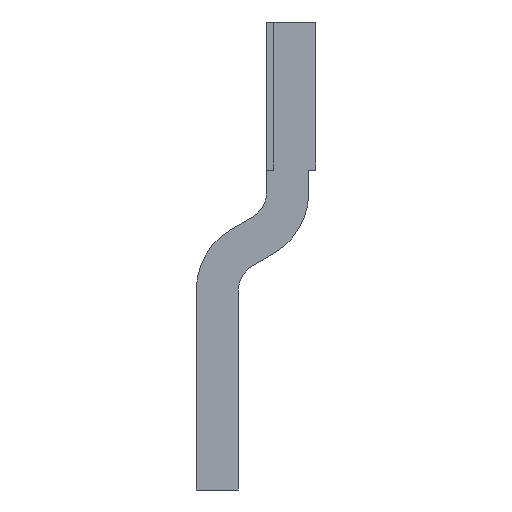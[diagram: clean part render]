
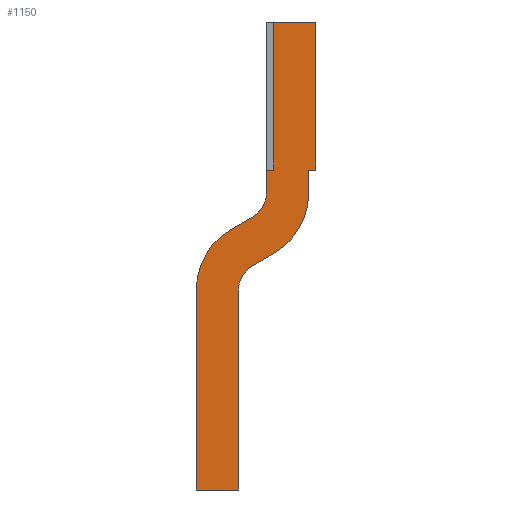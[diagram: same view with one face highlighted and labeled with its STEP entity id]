
A CAD part, left-side view. The second image highlights one B-rep face of the part: STEP entity #1150.
In plain terms, the highlighted planar face has unit normal (-1, 0, 0).
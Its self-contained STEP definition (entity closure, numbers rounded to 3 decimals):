
#1027=AXIS2_PLACEMENT_3D('Plane Axis2P3D',#1024,#1025,#1026) ;
#1038=AXIS2_PLACEMENT_3D('Circle Axis2P3D',#1036,#1037,$) ;
#1052=AXIS2_PLACEMENT_3D('Circle Axis2P3D',#1050,#1051,$) ;
#1108=AXIS2_PLACEMENT_3D('Circle Axis2P3D',#1106,#1107,$) ;
#1122=AXIS2_PLACEMENT_3D('Circle Axis2P3D',#1120,#1121,$) ;
#1002=CARTESIAN_POINT('Vertex',(-61.5,30.,-143.3)) ;
#1005=CARTESIAN_POINT('Line Origine',(-61.5,33.,-143.3)) ;
#1009=CARTESIAN_POINT('Vertex',(-61.5,36.,-143.3)) ;
#1024=CARTESIAN_POINT('Axis2P3D Location',(-61.5,0.,0.)) ;
#1029=CARTESIAN_POINT('Line Origine',(-61.5,30.,-129.091)) ;
#1033=CARTESIAN_POINT('Vertex',(-61.5,30.,-114.883)) ;
#1036=CARTESIAN_POINT('Axis2P3D Location',(-61.5,26.,-114.883)) ;
#1040=CARTESIAN_POINT('Vertex',(-61.5,28.,-111.419)) ;
#1043=CARTESIAN_POINT('Line Origine',(-61.5,26.5,-110.553)) ;
#1047=CARTESIAN_POINT('Vertex',(-61.5,25.,-109.687)) ;
#1050=CARTESIAN_POINT('Axis2P3D Location',(-61.5,30.,-101.026)) ;
#1054=CARTESIAN_POINT('Vertex',(-61.5,20.,-101.026)) ;
#1057=CARTESIAN_POINT('Line Origine',(-61.5,20.,-99.413)) ;
#1061=CARTESIAN_POINT('Vertex',(-61.5,20.,-97.8)) ;
#1064=CARTESIAN_POINT('Line Origine',(-61.5,19.5,-97.8)) ;
#1068=CARTESIAN_POINT('Vertex',(-61.5,19.,-97.8)) ;
#1071=CARTESIAN_POINT('Line Origine',(-61.5,19.,-87.3)) ;
#1075=CARTESIAN_POINT('Vertex',(-61.5,19.,-76.8)) ;
#1078=CARTESIAN_POINT('Line Origine',(-61.5,22.,-76.8)) ;
#1082=CARTESIAN_POINT('Vertex',(-61.5,25.,-76.8)) ;
#1085=CARTESIAN_POINT('Line Origine',(-61.5,25.,-87.3)) ;
#1089=CARTESIAN_POINT('Vertex',(-61.5,25.,-97.8)) ;
#1092=CARTESIAN_POINT('Line Origine',(-61.5,25.5,-97.8)) ;
#1096=CARTESIAN_POINT('Vertex',(-61.5,26.,-97.8)) ;
#1099=CARTESIAN_POINT('Line Origine',(-61.5,26.,-99.413)) ;
#1103=CARTESIAN_POINT('Vertex',(-61.5,26.,-101.026)) ;
#1106=CARTESIAN_POINT('Axis2P3D Location',(-61.5,30.,-101.026)) ;
#1110=CARTESIAN_POINT('Vertex',(-61.5,28.,-104.491)) ;
#1113=CARTESIAN_POINT('Line Origine',(-61.5,29.5,-105.357)) ;
#1117=CARTESIAN_POINT('Vertex',(-61.5,31.,-106.223)) ;
#1120=CARTESIAN_POINT('Axis2P3D Location',(-61.5,26.,-114.883)) ;
#1124=CARTESIAN_POINT('Vertex',(-61.5,36.,-114.883)) ;
#1127=CARTESIAN_POINT('Line Origine',(-61.5,36.,-129.091)) ;
#1006=DIRECTION('Vector Direction',(0.,1.,0.)) ;
#1025=DIRECTION('Axis2P3D Direction',(-1.,0.,0.)) ;
#1026=DIRECTION('Axis2P3D XDirection',(0.,1.,0.)) ;
#1030=DIRECTION('Vector Direction',(0.,0.,1.)) ;
#1037=DIRECTION('Axis2P3D Direction',(-1.,0.,0.)) ;
#1044=DIRECTION('Vector Direction',(0.,0.866,-0.5)) ;
#1051=DIRECTION('Axis2P3D Direction',(-1.,0.,0.)) ;
#1058=DIRECTION('Vector Direction',(0.,0.,1.)) ;
#1065=DIRECTION('Vector Direction',(0.,1.,0.)) ;
#1072=DIRECTION('Vector Direction',(0.,0.,1.)) ;
#1079=DIRECTION('Vector Direction',(0.,-1.,0.)) ;
#1086=DIRECTION('Vector Direction',(0.,0.,1.)) ;
#1093=DIRECTION('Vector Direction',(0.,1.,0.)) ;
#1100=DIRECTION('Vector Direction',(0.,0.,-1.)) ;
#1107=DIRECTION('Axis2P3D Direction',(-1.,0.,0.)) ;
#1114=DIRECTION('Vector Direction',(0.,0.866,-0.5)) ;
#1121=DIRECTION('Axis2P3D Direction',(-1.,0.,0.)) ;
#1128=DIRECTION('Vector Direction',(0.,0.,-1.)) ;
#1007=VECTOR('Line Direction',#1006,1.) ;
#1031=VECTOR('Line Direction',#1030,1.) ;
#1045=VECTOR('Line Direction',#1044,1.) ;
#1059=VECTOR('Line Direction',#1058,1.) ;
#1066=VECTOR('Line Direction',#1065,1.) ;
#1073=VECTOR('Line Direction',#1072,1.) ;
#1080=VECTOR('Line Direction',#1079,1.) ;
#1087=VECTOR('Line Direction',#1086,1.) ;
#1094=VECTOR('Line Direction',#1093,1.) ;
#1101=VECTOR('Line Direction',#1100,1.) ;
#1115=VECTOR('Line Direction',#1114,1.) ;
#1129=VECTOR('Line Direction',#1128,1.) ;
#1133=ORIENTED_EDGE('',*,*,#1035,.T.) ;
#1134=ORIENTED_EDGE('',*,*,#1042,.T.) ;
#1135=ORIENTED_EDGE('',*,*,#1049,.T.) ;
#1136=ORIENTED_EDGE('',*,*,#1056,.T.) ;
#1137=ORIENTED_EDGE('',*,*,#1063,.T.) ;
#1138=ORIENTED_EDGE('',*,*,#1070,.T.) ;
#1139=ORIENTED_EDGE('',*,*,#1077,.T.) ;
#1140=ORIENTED_EDGE('',*,*,#1084,.T.) ;
#1141=ORIENTED_EDGE('',*,*,#1091,.T.) ;
#1142=ORIENTED_EDGE('',*,*,#1098,.T.) ;
#1143=ORIENTED_EDGE('',*,*,#1105,.T.) ;
#1144=ORIENTED_EDGE('',*,*,#1112,.T.) ;
#1145=ORIENTED_EDGE('',*,*,#1119,.T.) ;
#1146=ORIENTED_EDGE('',*,*,#1126,.T.) ;
#1147=ORIENTED_EDGE('',*,*,#1131,.T.) ;
#1148=ORIENTED_EDGE('',*,*,#1011,.T.) ;
#1150=ADVANCED_FACE('Terminali anteriori prolungati EF inferiori',(#1149),#1028,.T.) ;
#1039=CIRCLE('generated circle',#1038,4.) ;
#1053=CIRCLE('generated circle',#1052,10.) ;
#1109=CIRCLE('generated circle',#1108,4.) ;
#1123=CIRCLE('generated circle',#1122,10.) ;
#1011=EDGE_CURVE('',#1010,#1003,#1008,.F.) ;
#1035=EDGE_CURVE('',#1003,#1034,#1032,.T.) ;
#1042=EDGE_CURVE('',#1034,#1041,#1039,.F.) ;
#1049=EDGE_CURVE('',#1041,#1048,#1046,.F.) ;
#1056=EDGE_CURVE('',#1048,#1055,#1053,.T.) ;
#1063=EDGE_CURVE('',#1055,#1062,#1060,.T.) ;
#1070=EDGE_CURVE('',#1062,#1069,#1067,.F.) ;
#1077=EDGE_CURVE('',#1069,#1076,#1074,.T.) ;
#1084=EDGE_CURVE('',#1076,#1083,#1081,.F.) ;
#1091=EDGE_CURVE('',#1083,#1090,#1088,.F.) ;
#1098=EDGE_CURVE('',#1090,#1097,#1095,.T.) ;
#1105=EDGE_CURVE('',#1097,#1104,#1102,.T.) ;
#1112=EDGE_CURVE('',#1104,#1111,#1109,.F.) ;
#1119=EDGE_CURVE('',#1111,#1118,#1116,.T.) ;
#1126=EDGE_CURVE('',#1118,#1125,#1123,.T.) ;
#1131=EDGE_CURVE('',#1125,#1010,#1130,.T.) ;
#1132=EDGE_LOOP('',(#1133,#1134,#1135,#1136,#1137,#1138,#1139,#1140,#1141,#1142,#1143,#1144,#1145,#1146,#1147,#1148)) ;
#1149=FACE_OUTER_BOUND('',#1132,.T.) ;
#1008=LINE('Line',#1005,#1007) ;
#1032=LINE('Line',#1029,#1031) ;
#1046=LINE('Line',#1043,#1045) ;
#1060=LINE('Line',#1057,#1059) ;
#1067=LINE('Line',#1064,#1066) ;
#1074=LINE('Line',#1071,#1073) ;
#1081=LINE('Line',#1078,#1080) ;
#1088=LINE('Line',#1085,#1087) ;
#1095=LINE('Line',#1092,#1094) ;
#1102=LINE('Line',#1099,#1101) ;
#1116=LINE('Line',#1113,#1115) ;
#1130=LINE('Line',#1127,#1129) ;
#1028=PLANE('',#1027) ;
#1003=VERTEX_POINT('',#1002) ;
#1010=VERTEX_POINT('',#1009) ;
#1034=VERTEX_POINT('',#1033) ;
#1041=VERTEX_POINT('',#1040) ;
#1048=VERTEX_POINT('',#1047) ;
#1055=VERTEX_POINT('',#1054) ;
#1062=VERTEX_POINT('',#1061) ;
#1069=VERTEX_POINT('',#1068) ;
#1076=VERTEX_POINT('',#1075) ;
#1083=VERTEX_POINT('',#1082) ;
#1090=VERTEX_POINT('',#1089) ;
#1097=VERTEX_POINT('',#1096) ;
#1104=VERTEX_POINT('',#1103) ;
#1111=VERTEX_POINT('',#1110) ;
#1118=VERTEX_POINT('',#1117) ;
#1125=VERTEX_POINT('',#1124) ;
